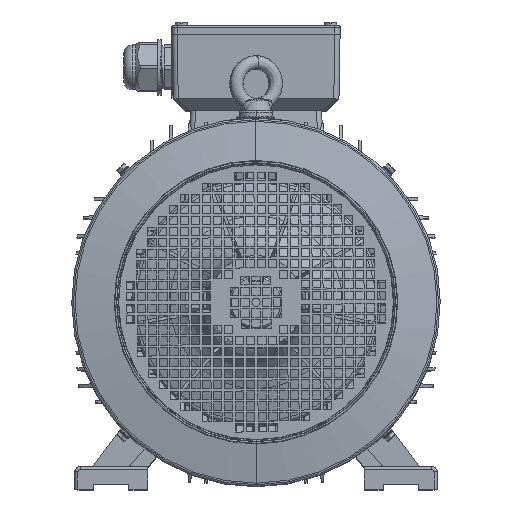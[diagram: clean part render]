
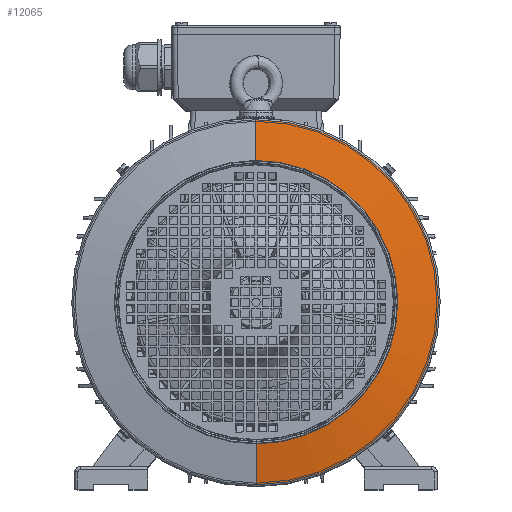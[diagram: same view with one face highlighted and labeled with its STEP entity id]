
A CAD part, top view. The second image highlights one B-rep face of the part: STEP entity #12065.
In plain terms, the highlighted conical face has half-angle 80 degrees and reference radius 136.574 mm.
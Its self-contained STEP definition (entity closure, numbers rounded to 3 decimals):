
#8674=CONICAL_SURFACE('',#98835,136.574,80.);
#12065=ADVANCED_FACE('',(#17771),#8674,.T.);
#17771=FACE_OUTER_BOUND('',#23396,.T.);
#23396=EDGE_LOOP('',(#57868,#57869,#57870,#57871));
#28853=LINE('',#173366,#36749);
#28854=LINE('',#173370,#36750);
#36749=VECTOR('',#115641,1.);
#36750=VECTOR('',#115644,1.);
#57868=ORIENTED_EDGE('',*,*,#84654,.F.);
#57869=ORIENTED_EDGE('',*,*,#84655,.F.);
#57870=ORIENTED_EDGE('',*,*,#84656,.T.);
#57871=ORIENTED_EDGE('',*,*,#84657,.T.);
#73216=VERTEX_POINT('',#173364);
#73217=VERTEX_POINT('',#173365);
#73218=VERTEX_POINT('',#173367);
#73219=VERTEX_POINT('',#173369);
#84654=EDGE_CURVE('',#73216,#73217,#92712,.T.);
#84655=EDGE_CURVE('',#73218,#73216,#28853,.T.);
#84656=EDGE_CURVE('',#73218,#73219,#92713,.T.);
#84657=EDGE_CURVE('',#73219,#73217,#28854,.T.);
#92712=CIRCLE('',#98833,136.574);
#92713=CIRCLE('',#98834,175.847);
#98833=AXIS2_PLACEMENT_3D('',#173363,#115639,#115640);
#98834=AXIS2_PLACEMENT_3D('',#173368,#115642,#115643);
#98835=AXIS2_PLACEMENT_3D('',#173371,#115645,#115646);
#115639=DIRECTION('',(0.,0.,1.));
#115640=DIRECTION('',(0.003,-1.,0.));
#115641=DIRECTION('',(-0.003,0.985,0.174));
#115642=DIRECTION('',(0.,0.,1.));
#115643=DIRECTION('',(0.003,-1.,0.));
#115644=DIRECTION('',(0.003,-0.985,0.174));
#115645=DIRECTION('',(0.,0.,-1.));
#115646=DIRECTION('',(0.003,-1.,0.));
#173363=CARTESIAN_POINT('',(59.478,-8.346,372.277));
#173364=CARTESIAN_POINT('',(59.922,-144.919,372.277));
#173365=CARTESIAN_POINT('',(59.034,128.227,372.277));
#173366=CARTESIAN_POINT('',(59.922,-144.919,372.277));
#173367=CARTESIAN_POINT('',(60.05,-184.193,365.352));
#173368=CARTESIAN_POINT('',(59.478,-8.346,365.352));
#173369=CARTESIAN_POINT('',(58.907,167.5,365.352));
#173370=CARTESIAN_POINT('',(59.034,128.227,372.277));
#173371=CARTESIAN_POINT('',(59.478,-8.346,372.277));
